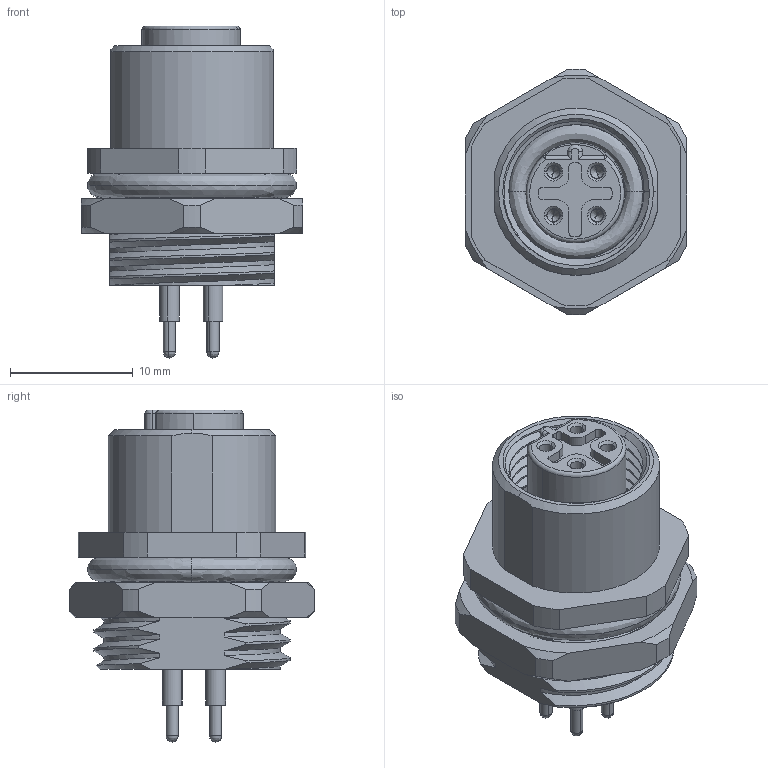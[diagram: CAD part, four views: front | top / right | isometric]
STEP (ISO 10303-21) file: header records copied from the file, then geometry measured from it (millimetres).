
FILE_DESCRIPTION (( 'STEP AP203' ), '1' );
FILE_NAME ('FCR3M12-SB04SSD0-00.STEP', '2024-12-13T11:03:13', ( '' ), ( '' ), 'SwSTEP 2.0', 'SolidWorks 2021', '' );
FILE_SCHEMA (( 'CONFIG_CONTROL_DESIGN' ));
Length unit declared in the file: millimetre
Products named in the file (1): FCR3M12-SB04SSD0-00
Bounding box: 18 x 19.99 x 27 mm (x, y, z)
Volume: 3259.7 mm3; surface area: 3675.5 mm2
Topology: 2 solids, 6 shells, 357 faces, 980 edges, 627 vertices
Faces by surface type: cylinder 140, plane 105, bspline 55, cone 53, torus 2, sphere 2
Entity records: 21311 total; most frequent: CARTESIAN_POINT 12664, ORIENTED_EDGE 1908, DIRECTION 1689, EDGE_CURVE 954, AXIS2_PLACEMENT_3D 663, VERTEX_POINT 627, EDGE_LOOP 399, VECTOR 363
